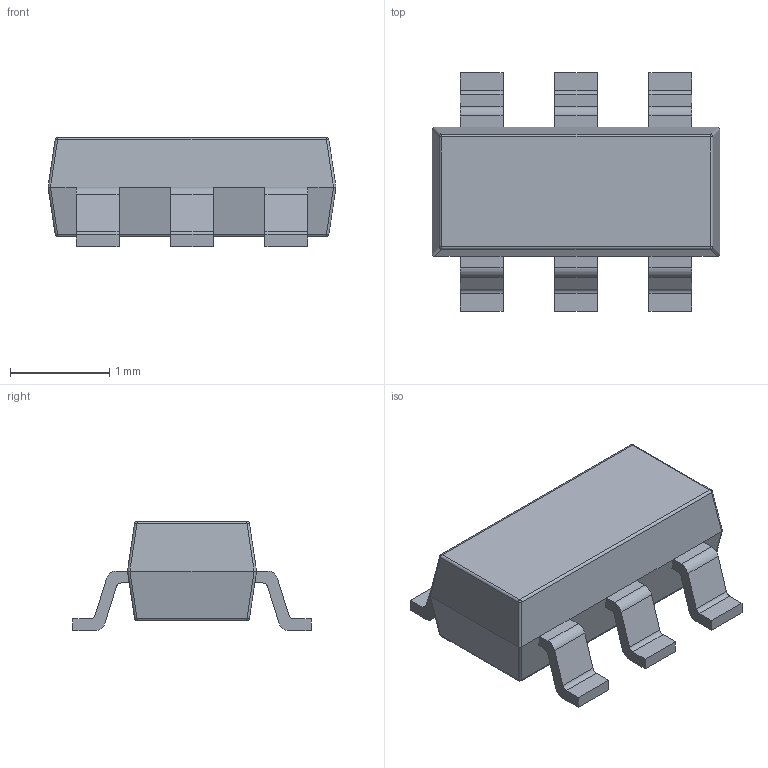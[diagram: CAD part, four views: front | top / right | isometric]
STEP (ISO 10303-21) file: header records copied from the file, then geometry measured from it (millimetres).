
FILE_DESCRIPTION (( 'STEP AP214' ), '1' );
FILE_NAME ('User Library-SOT23-6-4.STEP', '2017-04-12T06:53:39', ( 'Windows User' ), ( '' ), 'SwSTEP 2.0', 'SolidWorks 2017', '' );
FILE_SCHEMA (( 'AUTOMOTIVE_DESIGN' ));
Length unit declared in the file: millimetre
Products named in the file (3): User Library-SOT23-6-4_SOT23_LEG; User Library-SOT23-6-4_SOT23-6_BODY; User Library-SOT23-6-4
Assembly tree (7 placements, depth 2):
  User Library-SOT23-6-4
    User Library-SOT23-6-4_SOT23-6_BODY
    User Library-SOT23-6-4_SOT23_LEG  x6
Bounding box: 2.9 x 2.4 x 1.1 mm (x, y, z)
Volume: 3.7 mm3; surface area: 22.7 mm2
Topology: 7 solids, 7 shells, 148 faces, 358 edges, 224 vertices
Faces by surface type: plane 100, cylinder 40, bspline 8
Entity records: 3218 total; most frequent: CARTESIAN_POINT 502, DIRECTION 366, ORIENTED_EDGE 356, EDGE_CURVE 178, LINE 142, VECTOR 142, AXIS2_PLACEMENT_3D 112, VERTEX_POINT 104
